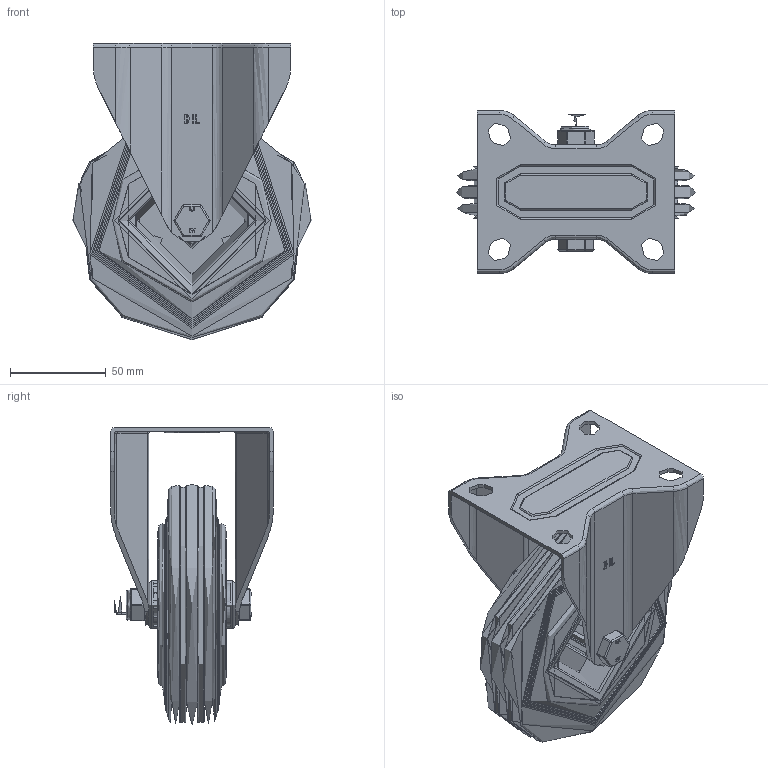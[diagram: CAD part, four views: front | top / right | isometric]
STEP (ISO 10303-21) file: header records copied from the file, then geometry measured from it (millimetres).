
FILE_DESCRIPTION(/* description */ (''),/* implementation_level */ '2;1');
FILE_NAME(/* name */ 'BZMMF125BSB.step',/* time_stamp */ '2024-06-19T15:23:25+01:00',/* author */ (''),/* organization */ (''),/* preprocessor_version */ 'ST-DEVELOPER v20',/* originating_system */ 'Autodesk Translation Framework v13.14.0.145',/* authorisation */ '');
FILE_SCHEMA (('AUTOMOTIVE_DESIGN { 1 0 10303 214 3 1 1 }'));
Length unit declared in the file: millimetre
Products named in the file (22): BZMMF125BSB; BZMMF125AS v1; BZMMF125AS; ZINC PLATED, PRESSED STEEL BRACKET; BZMM125WBSRB v1; STEEL RIM; STEEL RIM Geometry; BOLTS; Component6; RUBBER TYRE; ROLLER BEARING; CAGE; RIBS; Component4; TUBEM15X45 v1; ZINC PLATED, STEEL TUBE; HEXBOLTM10X65Z8.8FULL v2; GRADE 8.8 FULLY THREADED ZINC PLATED BOLT; NYLOCM10Z v1; NYLOC NUT; RUBBER; NUT
Assembly tree (30 placements, depth 5):
  BZMMF125BSB
    BZMMF125AS v1
      BZMMF125AS
      ZINC PLATED, PRESSED STEEL BRACKET
    BZMM125WBSRB v1
      STEEL RIM
        STEEL RIM Geometry
        BOLTS
          Component6  x3
      RUBBER TYRE
      ROLLER BEARING
        CAGE
        RIBS
          Component4  x8
    TUBEM15X45 v1
      ZINC PLATED, STEEL TUBE
    HEXBOLTM10X65Z8.8FULL v2
      GRADE 8.8 FULLY THREADED ZINC PLATED BOLT
    NYLOCM10Z v1
      NYLOC NUT
        RUBBER
        NUT
Bounding box: 125 x 85 x 155 mm (x, y, z)
Volume: 342857.3 mm3; surface area: 128796.5 mm2
Topology: 19 solids, 19 shells, 617 faces, 1514 edges, 950 vertices
Faces by surface type: cylinder 232, plane 219, bspline 59, torus 46, cone 43, sphere 18
Full cylindrical faces by diameter (mm): 4 x14, 6 x6, 8.141 x18, 9.85 x30, 10 x3, 10.2 x3, 12 x2, 14.95 x1, 15 x3, 16 x2, 22.75 x1, 23.07 x1, 58.351 x2, 76.392 x2, 122.876 x2
Entity records: 24810 total; most frequent: CARTESIAN_POINT 10450, ORIENTED_EDGE 2942, DIRECTION 2814, EDGE_CURVE 1471, AXIS2_PLACEMENT_3D 1047, VERTEX_POINT 924, LINE 720, VECTOR 720
